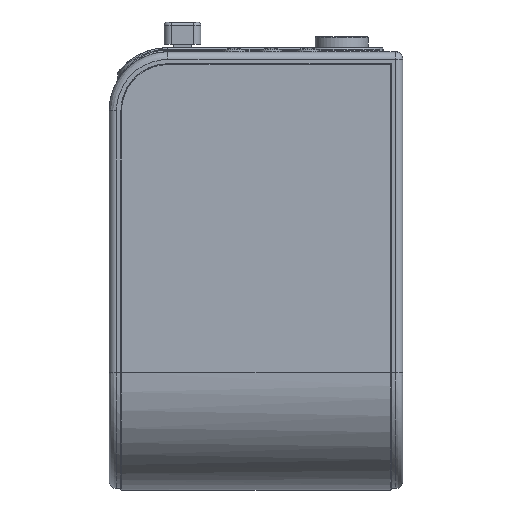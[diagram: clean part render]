
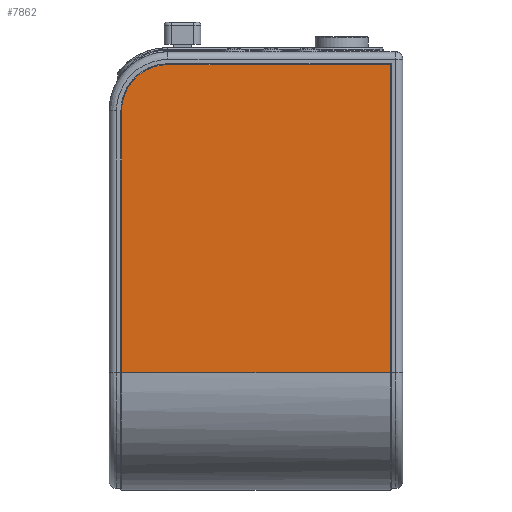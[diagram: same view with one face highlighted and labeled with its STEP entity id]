
A CAD part, left-side view. The second image highlights one B-rep face of the part: STEP entity #7862.
In plain terms, the highlighted planar face has unit normal (-1, 0, -0.002).
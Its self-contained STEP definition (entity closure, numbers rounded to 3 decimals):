
#897 = CARTESIAN_POINT ( 'NONE',  ( -81.202, 182.634, 139.967 ) ) ;
#898 = DIRECTION ( 'NONE',  ( 0., 1., 0. ) ) ;
#3200 = LINE ( 'NONE', #897, #13907 ) ;
#6975 = FACE_OUTER_BOUND ( 'NONE', #16357, .T. ) ;
#7732 = EDGE_CURVE ( 'NONE', #17707, #17705, #8632, .T. ) ;
#7744 = EDGE_CURVE ( 'NONE', #15674, #17701, #13439, .T. ) ;
#7745 = EDGE_CURVE ( 'NONE', #17705, #15628, #8637, .T. ) ;
#7748 = EDGE_CURVE ( 'NONE', #17701, #17707, #8639, .T. ) ;
#7862 = ADVANCED_FACE ( 'NONE', ( #6975 ), #9879, .F. ) ;
#8632 = LINE ( 'NONE', #12132, #18127 ) ;
#8637 = LINE ( 'NONE', #12227, #18111 ) ;
#8639 = LINE ( 'NONE', #12236, #18108 ) ;
#9879 = PLANE ( 'NONE',  #14314 ) ;
#9880 = CARTESIAN_POINT ( 'NONE',  ( -81.182, 182.634, 131.088 ) ) ;
#9881 = DIRECTION ( 'NONE',  ( 1., 0., 0.002 ) ) ;
#9882 = DIRECTION ( 'NONE',  ( 0.002, 0., -1. ) ) ;
#11615 = EDGE_CURVE ( 'NONE', #15628, #15674, #3200, .T. ) ;
#12132 = CARTESIAN_POINT ( 'NONE',  ( -80.731, 192., -70.016 ) ) ;
#12133 = DIRECTION ( 'NONE',  ( 0., -1., 0. ) ) ;
#12196 = CARTESIAN_POINT ( 'NONE',  ( -81.202, 160., 139.967 ) ) ;
#12197 = CARTESIAN_POINT ( 'NONE',  ( -81.202, 162.08, 139.967 ) ) ;
#12198 = CARTESIAN_POINT ( 'NONE',  ( -81.202, 164.126, 139.762 ) ) ;
#12199 = CARTESIAN_POINT ( 'NONE',  ( -81.2, 167.144, 139.163 ) ) ;
#12200 = CARTESIAN_POINT ( 'NONE',  ( -81.2, 168.142, 138.914 ) ) ;
#12201 = CARTESIAN_POINT ( 'NONE',  ( -81.199, 170.12, 138.315 ) ) ;
#12202 = CARTESIAN_POINT ( 'NONE',  ( -81.198, 171.103, 137.964 ) ) ;
#12203 = CARTESIAN_POINT ( 'NONE',  ( -81.195, 173.963, 136.777 ) ) ;
#12204 = CARTESIAN_POINT ( 'NONE',  ( -81.193, 175.77, 135.809 ) ) ;
#12205 = CARTESIAN_POINT ( 'NONE',  ( -81.19, 177.91, 134.381 ) ) ;
#12206 = CARTESIAN_POINT ( 'NONE',  ( -81.189, 178.332, 134.085 ) ) ;
#12207 = CARTESIAN_POINT ( 'NONE',  ( -81.188, 179.164, 133.47 ) ) ;
#12208 = CARTESIAN_POINT ( 'NONE',  ( -81.187, 179.574, 133.151 ) ) ;
#12209 = CARTESIAN_POINT ( 'NONE',  ( -81.185, 180.778, 132.164 ) ) ;
#12210 = CARTESIAN_POINT ( 'NONE',  ( -81.183, 181.542, 131.472 ) ) ;
#12211 = CARTESIAN_POINT ( 'NONE',  ( -81.178, 183.721, 129.294 ) ) ;
#12212 = CARTESIAN_POINT ( 'NONE',  ( -81.175, 185.023, 127.709 ) ) ;
#12213 = CARTESIAN_POINT ( 'NONE',  ( -81.17, 186.461, 125.559 ) ) ;
#12214 = CARTESIAN_POINT ( 'NONE',  ( -81.169, 186.74, 125.119 ) ) ;
#12215 = CARTESIAN_POINT ( 'NONE',  ( -81.167, 187.274, 124.231 ) ) ;
#12216 = CARTESIAN_POINT ( 'NONE',  ( -81.164, 188.04, 122.883 ) ) ;
#12217 = CARTESIAN_POINT ( 'NONE',  ( -81.161, 188.699, 121.492 ) ) ;
#12218 = CARTESIAN_POINT ( 'NONE',  ( -81.157, 189.486, 119.599 ) ) ;
#12219 = CARTESIAN_POINT ( 'NONE',  ( -81.154, 189.833, 118.633 ) ) ;
#12220 = CARTESIAN_POINT ( 'NONE',  ( -81.151, 190.283, 117.156 ) ) ;
#12221 = CARTESIAN_POINT ( 'NONE',  ( -81.15, 190.421, 116.658 ) ) ;
#12222 = CARTESIAN_POINT ( 'NONE',  ( -81.148, 190.674, 115.654 ) ) ;
#12223 = CARTESIAN_POINT ( 'NONE',  ( -81.147, 190.788, 115.146 ) ) ;
#12224 = CARTESIAN_POINT ( 'NONE',  ( -81.141, 191.296, 112.603 ) ) ;
#12225 = CARTESIAN_POINT ( 'NONE',  ( -81.136, 191.5, 110.546 ) ) ;
#12226 = CARTESIAN_POINT ( 'NONE',  ( -81.132, 191.5, 108.467 ) ) ;
#12227 = CARTESIAN_POINT ( 'NONE',  ( -81.182, 8.5, 131.088 ) ) ;
#12228 = DIRECTION ( 'NONE',  ( -0.002, 0., 1. ) ) ;
#12236 = CARTESIAN_POINT ( 'NONE',  ( -81.182, 191.5, 131.088 ) ) ;
#12237 = DIRECTION ( 'NONE',  ( 0.002, 0., -1. ) ) ;
#13439 = B_SPLINE_CURVE_WITH_KNOTS ( 'NONE', 3,
 ( #12196, #12197, #12198, #12199, #12200, #12201, #12202, #12203, #12204, #12205, #12206, #12207, #12208, #12209, #12210, #12211, #12212, #12213, #12214, #12215, #12216, #12217, #12218, #12219, #12220, #12221, #12222, #12223, #12224, #12225, #12226 ),
 .UNSPECIFIED., .F., .F.,
 ( 4, 2, 2, 2, 2, 2, 2, 2, 2, 2, 1, 2, 2, 2, 2, 4 ),
 ( 0., 0.006, 0.009, 0.012, 0.018, 0.02, 0.022, 0.025, 0.031, 0.032, 0.034, 0.037, 0.04, 0.042, 0.043, 0.049 ),
 .UNSPECIFIED. ) ;
#13907 = VECTOR ( 'NONE', #898, 1000. ) ;
#14314 = AXIS2_PLACEMENT_3D ( 'NONE', #9880, #9881, #9882 ) ;
#15628 = VERTEX_POINT ( 'NONE', #20978 ) ;
#15674 = VERTEX_POINT ( 'NONE', #21024 ) ;
#16357 = EDGE_LOOP ( 'NONE', ( #17422, #17420, #17428, #17412, #17416 ) ) ;
#17412 = ORIENTED_EDGE ( 'NONE', *, *, #7744, .T. ) ;
#17416 = ORIENTED_EDGE ( 'NONE', *, *, #7748, .T. ) ;
#17420 = ORIENTED_EDGE ( 'NONE', *, *, #7745, .T. ) ;
#17422 = ORIENTED_EDGE ( 'NONE', *, *, #7732, .T. ) ;
#17428 = ORIENTED_EDGE ( 'NONE', *, *, #11615, .T. ) ;
#17701 = VERTEX_POINT ( 'NONE', #21237 ) ;
#17705 = VERTEX_POINT ( 'NONE', #21241 ) ;
#17707 = VERTEX_POINT ( 'NONE', #21243 ) ;
#18108 = VECTOR ( 'NONE', #12237, 1000. ) ;
#18111 = VECTOR ( 'NONE', #12228, 1000. ) ;
#18127 = VECTOR ( 'NONE', #12133, 1000. ) ;
#20978 = CARTESIAN_POINT ( 'NONE',  ( -81.202, 8.5, 139.967 ) ) ;
#21024 = CARTESIAN_POINT ( 'NONE',  ( -81.202, 160., 139.967 ) ) ;
#21237 = CARTESIAN_POINT ( 'NONE',  ( -81.132, 191.5, 108.467 ) ) ;
#21241 = CARTESIAN_POINT ( 'NONE',  ( -80.731, 8.5, -70.016 ) ) ;
#21243 = CARTESIAN_POINT ( 'NONE',  ( -80.731, 191.5, -70.016 ) ) ;
